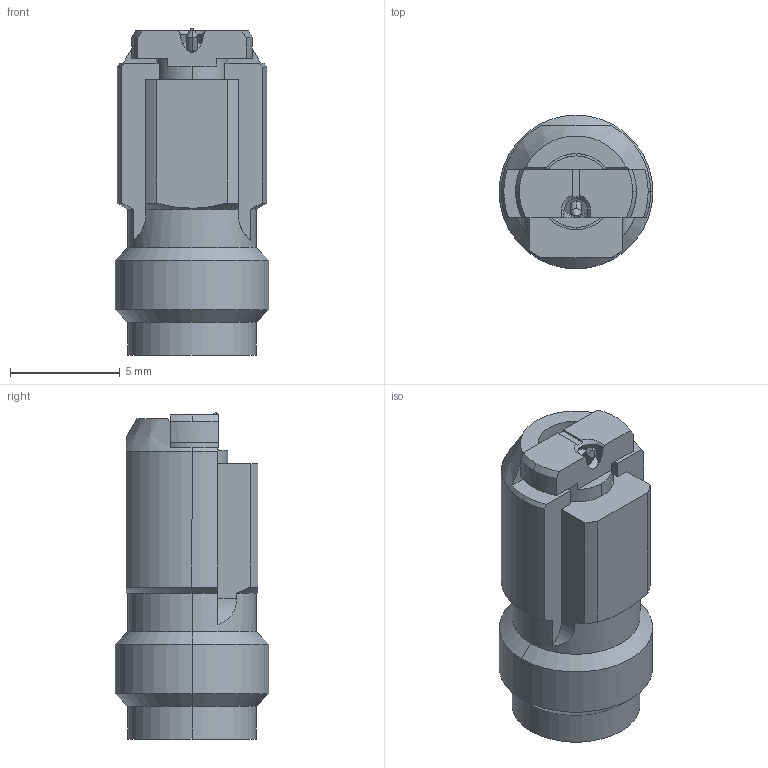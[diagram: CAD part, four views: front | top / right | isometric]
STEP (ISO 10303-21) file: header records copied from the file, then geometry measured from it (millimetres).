
FILE_DESCRIPTION(('STEP AP214'),'1');
FILE_NAME('08K249_40M.step','2020-11-24T07:59:03',(' '),('ANSOFT Corporation'),'Spatial InterOp 3D',' ',' ');
FILE_SCHEMA(('AUTOMOTIVE_DESIGN { 1 0 10303 214 1 1 1 1 }'));
Length unit declared in the file: millimetre
Products named in the file (1): connector_body
Bounding box: 7 x 7 x 14.86 mm (x, y, z)
Volume: 384.8 mm3; surface area: 470.5 mm2
Topology: 1 solids, 2 shells, 97 faces, 256 edges, 163 vertices
Faces by surface type: plane 36, cylinder 34, cone 27
Entity records: 3480 total; most frequent: CARTESIAN_POINT 627, DIRECTION 535, ORIENTED_EDGE 512, EDGE_CURVE 256, AXIS2_PLACEMENT_3D 207, VERTEX_POINT 163, LINE 121, VECTOR 121
